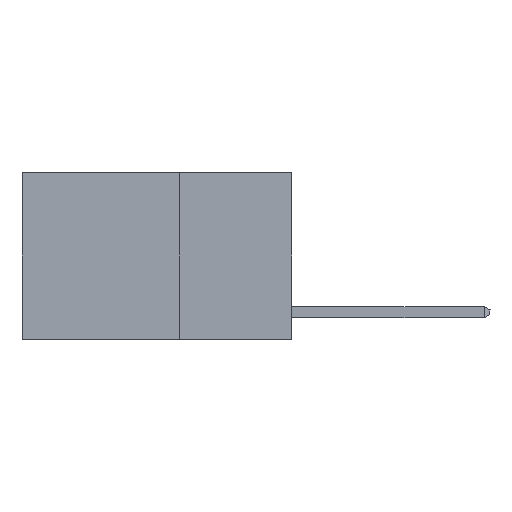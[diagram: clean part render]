
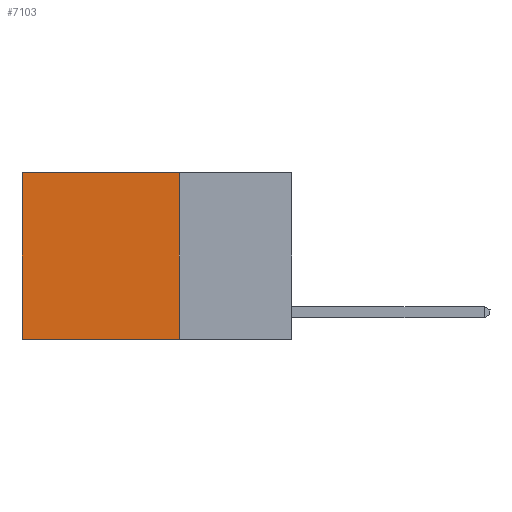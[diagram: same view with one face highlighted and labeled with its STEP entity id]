
A CAD part, left-side view. The second image highlights one B-rep face of the part: STEP entity #7103.
In plain terms, the highlighted planar face has unit normal (-1, 0, 0).
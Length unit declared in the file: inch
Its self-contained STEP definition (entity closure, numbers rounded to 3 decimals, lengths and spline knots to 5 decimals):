
#877 = VERTEX_POINT ( 'NONE', #15226 ) ;
#1011 = DIRECTION ( 'NONE',  ( 0., 0., -1. ) ) ;
#1080 = AXIS2_PLACEMENT_3D ( 'NONE', #13234, #7076, #15668 ) ;
#1563 = CARTESIAN_POINT ( 'NONE',  ( 0.2625, 0.25, -0.37 ) ) ;
#1948 = VECTOR ( 'NONE', #15527, 39.37008 ) ;
#2257 = CARTESIAN_POINT ( 'NONE',  ( 0.2625, 0.25, 0. ) ) ;
#2314 = LINE ( 'NONE', #8808, #11270 ) ;
#2977 = EDGE_CURVE ( 'NONE', #14495, #877, #11442, .T. ) ;
#4241 = LINE ( 'NONE', #8211, #1948 ) ;
#4830 = EDGE_CURVE ( 'NONE', #14150, #14495, #2314, .T. ) ;
#5844 = VECTOR ( 'NONE', #6059, 39.37008 ) ;
#6059 = DIRECTION ( 'NONE',  ( 0., 1., 0. ) ) ;
#7020 = VERTEX_POINT ( 'NONE', #11843 ) ;
#7076 = DIRECTION ( 'NONE',  ( 1., 0., 0. ) ) ;
#7103 = ADVANCED_FACE ( 'NONE', ( #9497 ), #14390, .F. ) ;
#7764 = VECTOR ( 'NONE', #9813, 39.37008 ) ;
#8211 = CARTESIAN_POINT ( 'NONE',  ( 0.2625, 0.6, 0. ) ) ;
#8445 = ORIENTED_EDGE ( 'NONE', *, *, #4830, .F. ) ;
#8808 = CARTESIAN_POINT ( 'NONE',  ( 0.2625, 0.25, 0. ) ) ;
#9497 = FACE_OUTER_BOUND ( 'NONE', #16058, .T. ) ;
#9813 = DIRECTION ( 'NONE',  ( 0., 1., 0. ) ) ;
#9855 = CARTESIAN_POINT ( 'NONE',  ( 0.2625, 0.25, -0.37 ) ) ;
#10827 = ORIENTED_EDGE ( 'NONE', *, *, #13474, .T. ) ;
#11270 = VECTOR ( 'NONE', #1011, 39.37008 ) ;
#11442 = LINE ( 'NONE', #9855, #7764 ) ;
#11843 = CARTESIAN_POINT ( 'NONE',  ( 0.2625, 0.6, 0. ) ) ;
#12699 = EDGE_CURVE ( 'NONE', #7020, #877, #4241, .T. ) ;
#13234 = CARTESIAN_POINT ( 'NONE',  ( 0.2625, 0.25, 0. ) ) ;
#13466 = CARTESIAN_POINT ( 'NONE',  ( 0.2625, 0.25, 0. ) ) ;
#13474 = EDGE_CURVE ( 'NONE', #14150, #7020, #14898, .T. ) ;
#14150 = VERTEX_POINT ( 'NONE', #2257 ) ;
#14390 = PLANE ( 'NONE',  #1080 ) ;
#14495 = VERTEX_POINT ( 'NONE', #1563 ) ;
#14567 = ORIENTED_EDGE ( 'NONE', *, *, #12699, .T. ) ;
#14898 = LINE ( 'NONE', #13466, #5844 ) ;
#15226 = CARTESIAN_POINT ( 'NONE',  ( 0.2625, 0.6, -0.37 ) ) ;
#15527 = DIRECTION ( 'NONE',  ( 0., 0., -1. ) ) ;
#15668 = DIRECTION ( 'NONE',  ( 0., 0., -1. ) ) ;
#15674 = ORIENTED_EDGE ( 'NONE', *, *, #2977, .F. ) ;
#16058 = EDGE_LOOP ( 'NONE', ( #14567, #15674, #8445, #10827 ) ) ;
